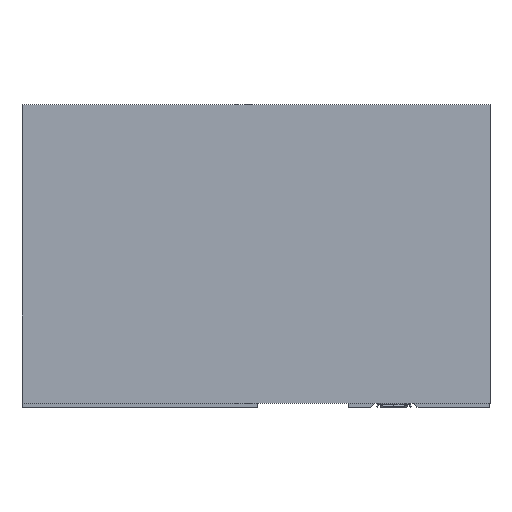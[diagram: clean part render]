
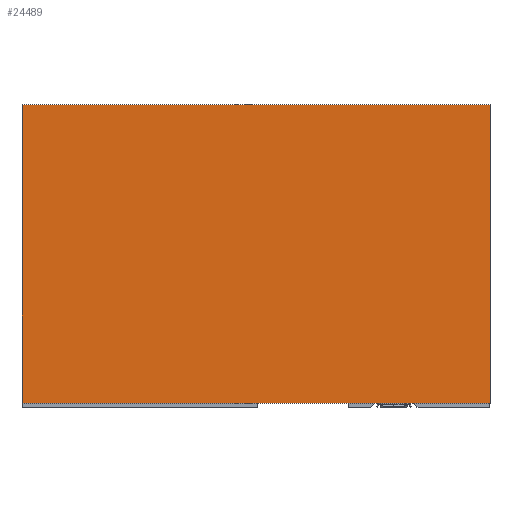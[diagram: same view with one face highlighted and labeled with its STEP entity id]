
A CAD part, top view. The second image highlights one B-rep face of the part: STEP entity #24489.
In plain terms, the highlighted planar face has unit normal (0, 0, 1).
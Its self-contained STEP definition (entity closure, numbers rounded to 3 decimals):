
#2555=FACE_OUTER_BOUND('',#3926,.T.);
#3926=EDGE_LOOP('',(#22289,#22290,#22291,#22292));
#6652=LINE('',#41991,#9383);
#6655=LINE('',#41996,#9386);
#6656=LINE('',#41998,#9387);
#6657=LINE('',#41999,#9388);
#9383=VECTOR('',#33270,67.7);
#9386=VECTOR('',#33275,106.1);
#9387=VECTOR('',#33276,67.7);
#9388=VECTOR('',#33277,106.1);
#11707=VERTEX_POINT('',#41989);
#11708=VERTEX_POINT('',#41990);
#11709=VERTEX_POINT('',#41995);
#11710=VERTEX_POINT('',#41997);
#15236=EDGE_CURVE('',#11707,#11708,#6652,.T.);
#15239=EDGE_CURVE('',#11708,#11709,#6655,.T.);
#15240=EDGE_CURVE('',#11709,#11710,#6656,.T.);
#15241=EDGE_CURVE('',#11710,#11707,#6657,.T.);
#22289=ORIENTED_EDGE('',*,*,#15236,.T.);
#22290=ORIENTED_EDGE('',*,*,#15239,.T.);
#22291=ORIENTED_EDGE('',*,*,#15240,.T.);
#22292=ORIENTED_EDGE('',*,*,#15241,.T.);
#23216=PLANE('',#26522);
#24489=ADVANCED_FACE('',(#2555),#23216,.T.);
#26522=AXIS2_PLACEMENT_3D('',#41994,#33273,#33274);
#33270=DIRECTION('',(0.,1.,0.));
#33273=DIRECTION('center_axis',(0.,0.,1.));
#33274=DIRECTION('ref_axis',(-1.,0.,0.));
#33275=DIRECTION('',(-1.,0.,0.));
#33276=DIRECTION('',(0.,-1.,0.));
#33277=DIRECTION('',(1.,0.,0.));
#41989=CARTESIAN_POINT('',(53.05,-33.05,7.6));
#41990=CARTESIAN_POINT('',(53.05,34.65,7.6));
#41991=CARTESIAN_POINT('',(53.05,-33.05,7.6));
#41994=CARTESIAN_POINT('Origin',(0.,0.,7.6));
#41995=CARTESIAN_POINT('',(-53.05,34.65,7.6));
#41996=CARTESIAN_POINT('',(53.05,34.65,7.6));
#41997=CARTESIAN_POINT('',(-53.05,-33.05,7.6));
#41998=CARTESIAN_POINT('',(-53.05,34.65,7.6));
#41999=CARTESIAN_POINT('',(-53.05,-33.05,7.6));
